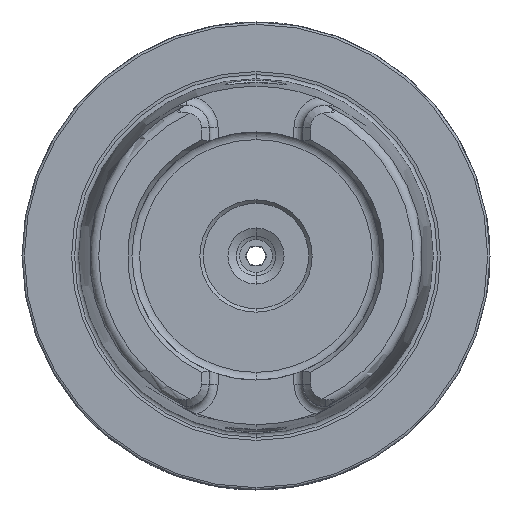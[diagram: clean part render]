
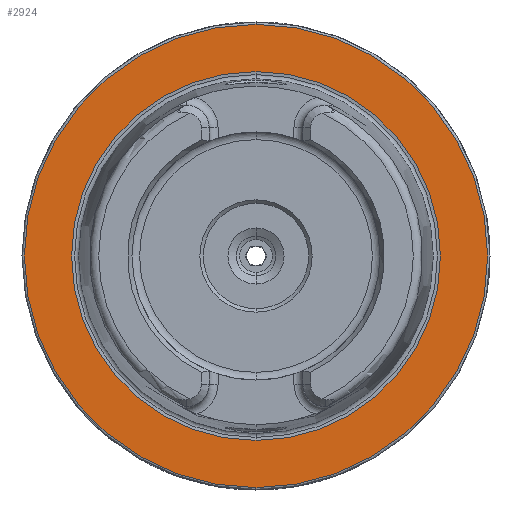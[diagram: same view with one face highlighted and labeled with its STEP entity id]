
A CAD part, left-side view. The second image highlights one B-rep face of the part: STEP entity #2924.
In plain terms, the highlighted planar face has unit normal (-1, 0, 0).
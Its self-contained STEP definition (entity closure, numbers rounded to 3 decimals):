
#360 = CARTESIAN_POINT ( 'NONE',  ( 0., 0., -39.405 ) ) ;
#705 = EDGE_CURVE ( 'NONE', #6874, #2085, #3652, .T. ) ;
#870 = EDGE_CURVE ( 'NONE', #6769, #1547, #3539, .T. ) ;
#1365 = CIRCLE ( 'NONE', #5641, 49.5 ) ;
#1401 = FACE_BOUND ( 'NONE', #4536, .T. ) ;
#1422 = FACE_OUTER_BOUND ( 'NONE', #9026, .T. ) ;
#1434 = CIRCLE ( 'NONE', #6201, 39.405 ) ;
#1547 = VERTEX_POINT ( 'NONE', #8127 ) ;
#1920 = AXIS2_PLACEMENT_3D ( 'NONE', #8136, #8096, #8104 ) ;
#1971 = DIRECTION ( 'NONE',  ( 0., 0., 1. ) ) ;
#1976 = DIRECTION ( 'NONE',  ( -1., 0., 0. ) ) ;
#1980 = AXIS2_PLACEMENT_3D ( 'NONE', #2628, #2475, #2594 ) ;
#1992 = CARTESIAN_POINT ( 'NONE',  ( 0., 0., 0. ) ) ;
#2085 = VERTEX_POINT ( 'NONE', #6155 ) ;
#2140 = DIRECTION ( 'NONE',  ( 0., 0., -1. ) ) ;
#2158 = DIRECTION ( 'NONE',  ( 1., 0., 0. ) ) ;
#2194 = CARTESIAN_POINT ( 'NONE',  ( 0., 49.5, 0. ) ) ;
#2290 = DIRECTION ( 'NONE',  ( 0., 0., 1. ) ) ;
#2305 = DIRECTION ( 'NONE',  ( -1., 0., 0. ) ) ;
#2326 = CARTESIAN_POINT ( 'NONE',  ( 0., 0., 0. ) ) ;
#2366 = PLANE ( 'NONE',  #5430 ) ;
#2475 = DIRECTION ( 'NONE',  ( -1., 0., 0. ) ) ;
#2594 = DIRECTION ( 'NONE',  ( 0., 0., 1. ) ) ;
#2628 = CARTESIAN_POINT ( 'NONE',  ( 0., 0., 0. ) ) ;
#2699 = ORIENTED_EDGE ( 'NONE', *, *, #2884, .F. ) ;
#2720 = ORIENTED_EDGE ( 'NONE', *, *, #870, .F. ) ;
#2735 = ORIENTED_EDGE ( 'NONE', *, *, #705, .T. ) ;
#2748 = ORIENTED_EDGE ( 'NONE', *, *, #2941, .T. ) ;
#2884 = EDGE_CURVE ( 'NONE', #1547, #6769, #1434, .T. ) ;
#2924 = ADVANCED_FACE ( 'NONE', ( #1401, #1422 ), #2366, .F. ) ;
#2941 = EDGE_CURVE ( 'NONE', #2085, #6874, #1365, .T. ) ;
#3539 = CIRCLE ( 'NONE', #1920, 39.405 ) ;
#3652 = CIRCLE ( 'NONE', #1980, 49.5 ) ;
#4536 = EDGE_LOOP ( 'NONE', ( #2699, #2720 ) ) ;
#5430 = AXIS2_PLACEMENT_3D ( 'NONE', #2194, #2158, #2140 ) ;
#5641 = AXIS2_PLACEMENT_3D ( 'NONE', #1992, #1976, #1971 ) ;
#6155 = CARTESIAN_POINT ( 'NONE',  ( 0., 0., -49.5 ) ) ;
#6201 = AXIS2_PLACEMENT_3D ( 'NONE', #2326, #2305, #2290 ) ;
#6769 = VERTEX_POINT ( 'NONE', #360 ) ;
#6874 = VERTEX_POINT ( 'NONE', #7240 ) ;
#7240 = CARTESIAN_POINT ( 'NONE',  ( 0., 0., 49.5 ) ) ;
#8096 = DIRECTION ( 'NONE',  ( -1., 0., 0. ) ) ;
#8104 = DIRECTION ( 'NONE',  ( 0., 0., 1. ) ) ;
#8127 = CARTESIAN_POINT ( 'NONE',  ( 0., 0., 39.405 ) ) ;
#8136 = CARTESIAN_POINT ( 'NONE',  ( 0., 0., 0. ) ) ;
#9026 = EDGE_LOOP ( 'NONE', ( #2735, #2748 ) ) ;
